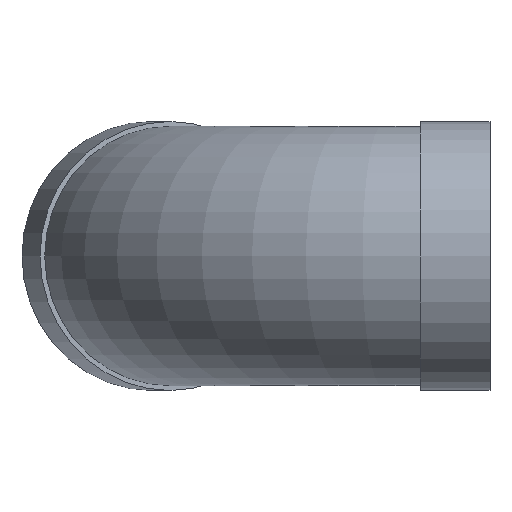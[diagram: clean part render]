
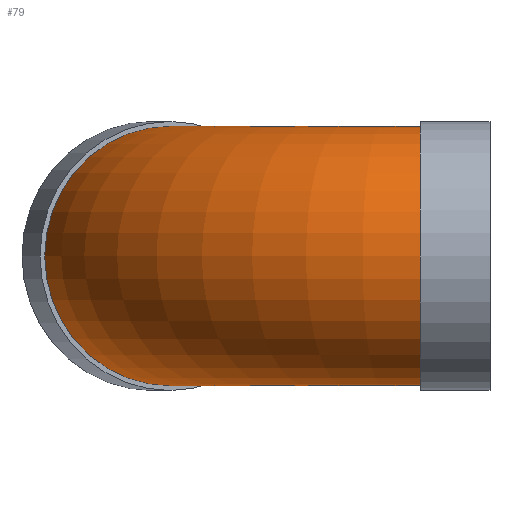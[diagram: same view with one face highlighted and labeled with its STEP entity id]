
A CAD part, left-side view. The second image highlights one B-rep face of the part: STEP entity #79.
In plain terms, the highlighted toroidal (fillet/blend) face has major radius 160 mm and minor radius 80 mm.
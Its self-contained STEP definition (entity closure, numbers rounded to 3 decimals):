
#79 = ADVANCED_FACE( '', ( #154, #155 ), #156, .T. );
#154 = FACE_OUTER_BOUND( '', #216, .T. );
#155 = FACE_OUTER_BOUND( '', #217, .T. );
#156 = TOROIDAL_SURFACE( '', #218, 160., 80. );
#216 = EDGE_LOOP( '', ( #286 ) );
#217 = EDGE_LOOP( '', ( #287 ) );
#218 = AXIS2_PLACEMENT_3D( '', #288, #289, #290 );
#286 = ORIENTED_EDGE( '', *, *, #315, .T. );
#287 = ORIENTED_EDGE( '', *, *, #319, .F. );
#288 = CARTESIAN_POINT( '', ( 160., 43., 0. ) );
#289 = DIRECTION( '', ( 0., 0., -1. ) );
#290 = DIRECTION( '', ( -1., 0., 0. ) );
#315 = EDGE_CURVE( '', #349, #349, #350, .T. );
#319 = EDGE_CURVE( '', #354, #354, #355, .T. );
#349 = VERTEX_POINT( '', #385 );
#350 = CIRCLE( '', #386, 80. );
#354 = VERTEX_POINT( '', #390 );
#355 = CIRCLE( '', #391, 80. );
#385 = CARTESIAN_POINT( '', ( 80., 43., 0. ) );
#386 = AXIS2_PLACEMENT_3D( '', #424, #425, #426 );
#390 = CARTESIAN_POINT( '', ( 139.294, 120.274, 0. ) );
#391 = AXIS2_PLACEMENT_3D( '', #427, #428, #429 );
#424 = CARTESIAN_POINT( '', ( 0., 43., 0. ) );
#425 = DIRECTION( '', ( 0., 1., 0. ) );
#426 = DIRECTION( '', ( 1., 0., 0. ) );
#427 = CARTESIAN_POINT( '', ( 118.589, 197.548, 0. ) );
#428 = DIRECTION( '', ( 0.966, 0.259, 0. ) );
#429 = DIRECTION( '', ( 0.259, -0.966, 0. ) );
